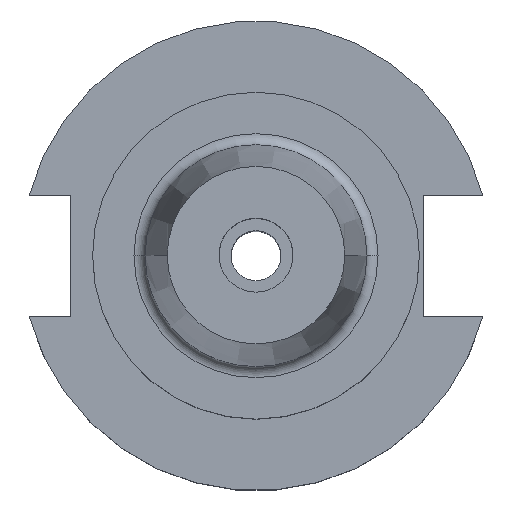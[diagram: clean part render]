
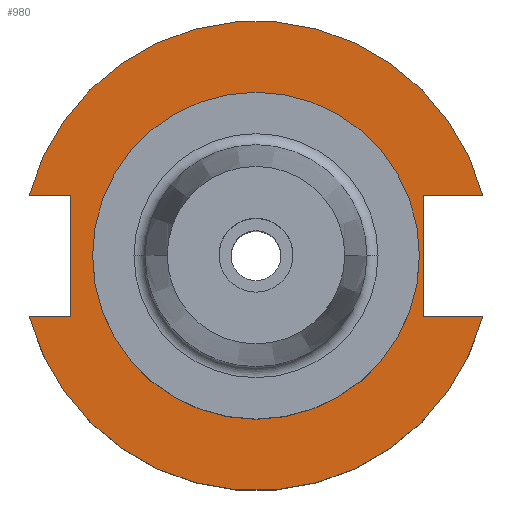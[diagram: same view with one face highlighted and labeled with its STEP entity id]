
A CAD part, top view. The second image highlights one B-rep face of the part: STEP entity #980.
In plain terms, the highlighted planar face has unit normal (0, 0, 1).
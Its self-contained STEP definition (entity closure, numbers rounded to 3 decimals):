
#33 = EDGE_CURVE ( 'NONE', #219, #945, #924, .T. ) ;
#68 = ORIENTED_EDGE ( 'NONE', *, *, #1692, .T. ) ;
#90 = DIRECTION ( 'NONE',  ( 0., 0., 1. ) ) ;
#100 = CARTESIAN_POINT ( 'NONE',  ( 22.606, 8.191, 19.05 ) ) ;
#130 = ORIENTED_EDGE ( 'NONE', *, *, #939, .F. ) ;
#131 = ORIENTED_EDGE ( 'NONE', *, *, #1246, .T. ) ;
#176 = CARTESIAN_POINT ( 'NONE',  ( -25.091, 8.191, 19.05 ) ) ;
#203 = FACE_BOUND ( 'NONE', #1066, .T. ) ;
#205 = CARTESIAN_POINT ( 'NONE',  ( 22.606, 22.1, 19.05 ) ) ;
#219 = VERTEX_POINT ( 'NONE', #1160 ) ;
#246 = FACE_OUTER_BOUND ( 'NONE', #1546, .T. ) ;
#258 = EDGE_CURVE ( 'NONE', #1670, #477, #1728, .T. ) ;
#262 = DIRECTION ( 'NONE',  ( 1., 0., 0. ) ) ;
#265 = ORIENTED_EDGE ( 'NONE', *, *, #258, .F. ) ;
#284 = DIRECTION ( 'NONE',  ( 0., -1., 0. ) ) ;
#333 = VERTEX_POINT ( 'NONE', #968 ) ;
#340 = DIRECTION ( 'NONE',  ( 1., 0., 0. ) ) ;
#365 = CIRCLE ( 'NONE', #1658, 22.1 ) ;
#397 = CARTESIAN_POINT ( 'NONE',  ( 0., 0., 19.05 ) ) ;
#411 = VERTEX_POINT ( 'NONE', #825 ) ;
#414 = EDGE_CURVE ( 'NONE', #861, #411, #1158, .T. ) ;
#462 = CARTESIAN_POINT ( 'NONE',  ( 22.606, -8.191, 19.05 ) ) ;
#470 = CARTESIAN_POINT ( 'NONE',  ( -25.091, -8.191, 19.05 ) ) ;
#477 = VERTEX_POINT ( 'NONE', #100 ) ;
#479 = DIRECTION ( 'NONE',  ( 1., 0., 0. ) ) ;
#495 = AXIS2_PLACEMENT_3D ( 'NONE', #1173, #702, #1275 ) ;
#557 = CIRCLE ( 'NONE', #722, 31.75 ) ;
#637 = VERTEX_POINT ( 'NONE', #462 ) ;
#679 = LINE ( 'NONE', #176, #1579 ) ;
#681 = ORIENTED_EDGE ( 'NONE', *, *, #414, .F. ) ;
#693 = EDGE_CURVE ( 'NONE', #411, #861, #365, .T. ) ;
#695 = CARTESIAN_POINT ( 'NONE',  ( 30.675, 8.191, 19.05 ) ) ;
#702 = DIRECTION ( 'NONE',  ( 0., 0., -1. ) ) ;
#722 = AXIS2_PLACEMENT_3D ( 'NONE', #1713, #1219, #1605 ) ;
#755 = PLANE ( 'NONE',  #495 ) ;
#791 = VERTEX_POINT ( 'NONE', #1236 ) ;
#807 = LINE ( 'NONE', #1496, #1037 ) ;
#813 = EDGE_CURVE ( 'NONE', #1670, #333, #557, .T. ) ;
#825 = CARTESIAN_POINT ( 'NONE',  ( 22.1, 0., 19.05 ) ) ;
#861 = VERTEX_POINT ( 'NONE', #1305 ) ;
#924 = LINE ( 'NONE', #1603, #1277 ) ;
#939 = EDGE_CURVE ( 'NONE', #637, #791, #1648, .T. ) ;
#945 = VERTEX_POINT ( 'NONE', #470 ) ;
#959 = DIRECTION ( 'NONE',  ( 1., 0., 0. ) ) ;
#968 = CARTESIAN_POINT ( 'NONE',  ( -30.675, 8.191, 19.05 ) ) ;
#980 = ADVANCED_FACE ( 'NONE', ( #203, #246 ), #755, .F. ) ;
#982 = ORIENTED_EDGE ( 'NONE', *, *, #33, .F. ) ;
#1037 = VECTOR ( 'NONE', #1688, 1000. ) ;
#1057 = CARTESIAN_POINT ( 'NONE',  ( 0., 8.191, 19.05 ) ) ;
#1066 = EDGE_LOOP ( 'NONE', ( #1422, #681 ) ) ;
#1158 = CIRCLE ( 'NONE', #1329, 22.1 ) ;
#1160 = CARTESIAN_POINT ( 'NONE',  ( -30.675, -8.191, 19.05 ) ) ;
#1173 = CARTESIAN_POINT ( 'NONE',  ( 0., 22.1, 19.05 ) ) ;
#1219 = DIRECTION ( 'NONE',  ( 0., 0., 1. ) ) ;
#1222 = DIRECTION ( 'NONE',  ( 0., 0., 1. ) ) ;
#1236 = CARTESIAN_POINT ( 'NONE',  ( 30.675, -8.191, 19.05 ) ) ;
#1246 = EDGE_CURVE ( 'NONE', #1339, #945, #679, .T. ) ;
#1275 = DIRECTION ( 'NONE',  ( -1., 0., 0. ) ) ;
#1277 = VECTOR ( 'NONE', #1597, 1000. ) ;
#1305 = CARTESIAN_POINT ( 'NONE',  ( -22.1, 0., 19.05 ) ) ;
#1329 = AXIS2_PLACEMENT_3D ( 'NONE', #397, #1222, #262 ) ;
#1332 = VECTOR ( 'NONE', #479, 1000. ) ;
#1338 = CARTESIAN_POINT ( 'NONE',  ( 0., 0., 19.05 ) ) ;
#1339 = VERTEX_POINT ( 'NONE', #1397 ) ;
#1373 = VECTOR ( 'NONE', #1712, 1000. ) ;
#1380 = VECTOR ( 'NONE', #1685, 1000. ) ;
#1396 = EDGE_CURVE ( 'NONE', #637, #477, #1734, .T. ) ;
#1397 = CARTESIAN_POINT ( 'NONE',  ( -25.091, 8.191, 19.05 ) ) ;
#1413 = CARTESIAN_POINT ( 'NONE',  ( 0., -8.191, 19.05 ) ) ;
#1422 = ORIENTED_EDGE ( 'NONE', *, *, #693, .F. ) ;
#1468 = AXIS2_PLACEMENT_3D ( 'NONE', #1621, #1755, #959 ) ;
#1496 = CARTESIAN_POINT ( 'NONE',  ( -61.091, 8.191, 19.05 ) ) ;
#1533 = ORIENTED_EDGE ( 'NONE', *, *, #1619, .T. ) ;
#1534 = ORIENTED_EDGE ( 'NONE', *, *, #813, .T. ) ;
#1546 = EDGE_LOOP ( 'NONE', ( #131, #982, #68, #130, #1555, #265, #1534, #1533 ) ) ;
#1555 = ORIENTED_EDGE ( 'NONE', *, *, #1396, .T. ) ;
#1579 = VECTOR ( 'NONE', #284, 1000. ) ;
#1597 = DIRECTION ( 'NONE',  ( 1., 0., 0. ) ) ;
#1603 = CARTESIAN_POINT ( 'NONE',  ( -61.091, -8.191, 19.05 ) ) ;
#1605 = DIRECTION ( 'NONE',  ( 1., 0., 0. ) ) ;
#1619 = EDGE_CURVE ( 'NONE', #333, #1339, #807, .T. ) ;
#1621 = CARTESIAN_POINT ( 'NONE',  ( 0., 0., 19.05 ) ) ;
#1626 = CIRCLE ( 'NONE', #1468, 31.75 ) ;
#1648 = LINE ( 'NONE', #1413, #1332 ) ;
#1658 = AXIS2_PLACEMENT_3D ( 'NONE', #1338, #90, #340 ) ;
#1670 = VERTEX_POINT ( 'NONE', #695 ) ;
#1685 = DIRECTION ( 'NONE',  ( 0., 1., 0. ) ) ;
#1688 = DIRECTION ( 'NONE',  ( 1., 0., 0. ) ) ;
#1692 = EDGE_CURVE ( 'NONE', #219, #791, #1626, .T. ) ;
#1712 = DIRECTION ( 'NONE',  ( -1., 0., 0. ) ) ;
#1713 = CARTESIAN_POINT ( 'NONE',  ( 0., 0., 19.05 ) ) ;
#1728 = LINE ( 'NONE', #1057, #1373 ) ;
#1734 = LINE ( 'NONE', #205, #1380 ) ;
#1755 = DIRECTION ( 'NONE',  ( 0., 0., 1. ) ) ;
